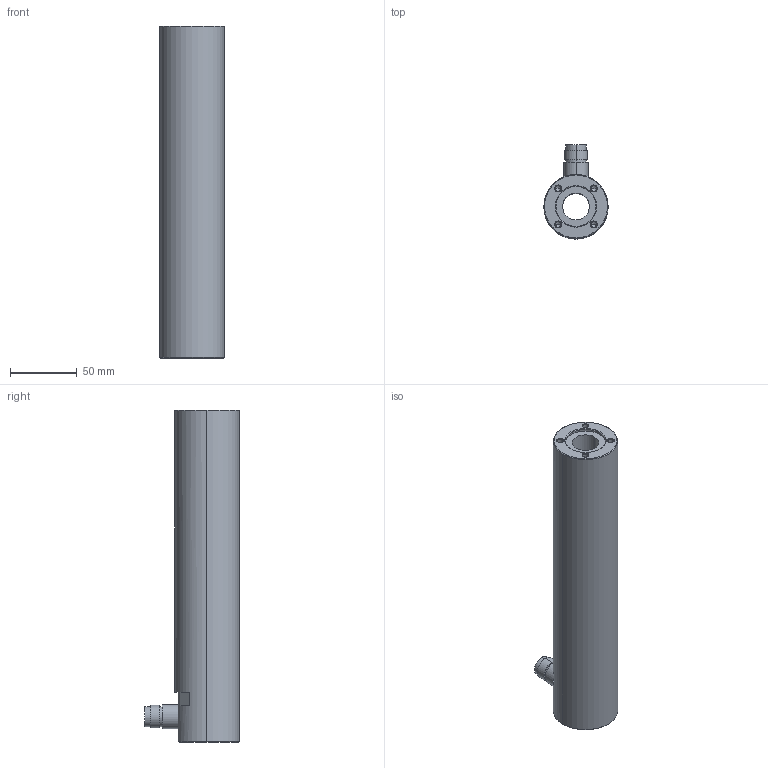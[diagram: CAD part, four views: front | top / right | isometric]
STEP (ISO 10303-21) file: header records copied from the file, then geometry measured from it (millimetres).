
FILE_DESCRIPTION (( 'STEP AP214' ), '1' );
FILE_NAME ('PS01-37-SSC.STEP', '2010-07-26T12:52:12', ( '' ), ( '' ), 'SwSTEP 2.0', 'SolidWorks 2010', '' );
FILE_SCHEMA (( 'AUTOMOTIVE_DESIGN' ));
Length unit declared in the file: millimetre
Products named in the file (1): PS01-37-SSC
Bounding box: 48 x 70.4 x 248 mm (x, y, z)
Volume: 370469.4 mm3; surface area: 59119.4 mm2
Topology: 1 solids, 1 shells, 93 faces, 204 edges, 114 vertices
Faces by surface type: cone 41, cylinder 34, plane 18
Entity records: 2491 total; most frequent: DIRECTION 473, CARTESIAN_POINT 402, ORIENTED_EDGE 376, AXIS2_PLACEMENT_3D 193, EDGE_CURVE 188, VERTEX_POINT 114, EDGE_LOOP 112, CIRCLE 99
